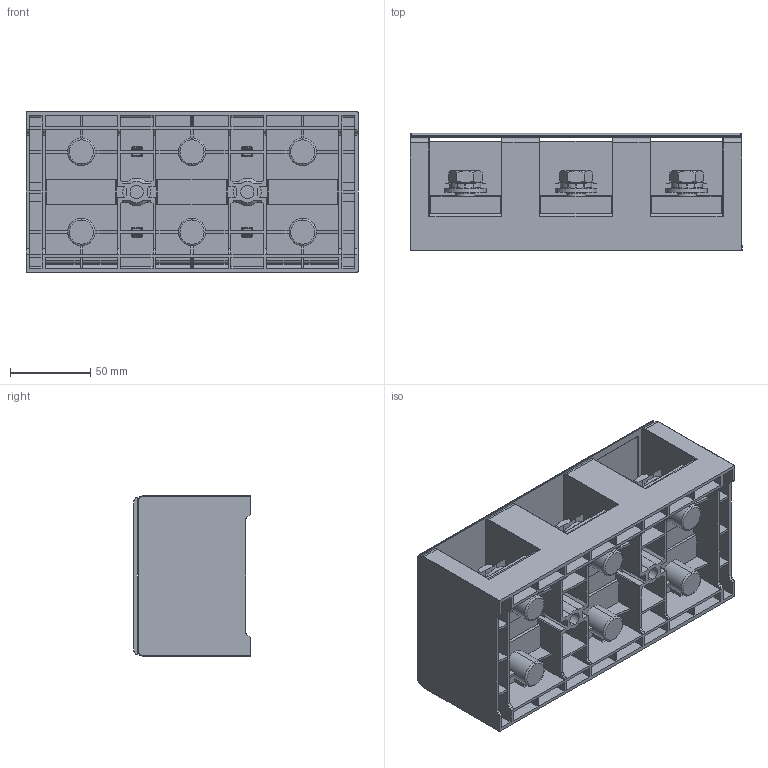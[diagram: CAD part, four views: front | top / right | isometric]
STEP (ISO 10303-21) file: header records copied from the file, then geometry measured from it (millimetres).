
FILE_DESCRIPTION((''),'2;1');
FILE_NAME('5YB908025_ASM','2017-08-22T',('Administrator'),(''),'PRO/ENGINEER BY PARAMETRIC TECHNOLOGY CORPORATION, 2008380','PRO/ENGINEER BY PARAMETRIC TECHNOLOGY CORPORATION, 2008380','');
FILE_SCHEMA(('CONFIG_CONTROL_DESIGN'));
Length unit declared in the file: millimetre
Products named in the file (5): 5YB908025001; 5YB908025002; 5YB908025003; PRT0001; 5YB908025_ASM
Assembly tree (19 placements, depth 2):
  5YB908025_ASM
    5YB908025001  x6
    5YB908025002  x6
    5YB908025003  x6
    PRT0001
Bounding box: 207 x 73 x 100 mm (x, y, z)
Volume: 448945.2 mm3; surface area: 343454.6 mm2
Topology: 19 solids, 37 shells, 2716 faces, 7467 edges, 4870 vertices
Faces by surface type: plane 1837, cylinder 455, bspline 264, cone 88, torus 60, sphere 12
Entity records: 73940 total; most frequent: CARTESIAN_POINT 15981, ORIENTED_EDGE 12570, DIRECTION 11175, EDGE_CURVE 6303, VECTOR 5163, LINE 5163, VERTEX_POINT 4185, AXIS2_PLACEMENT_3D 3006
